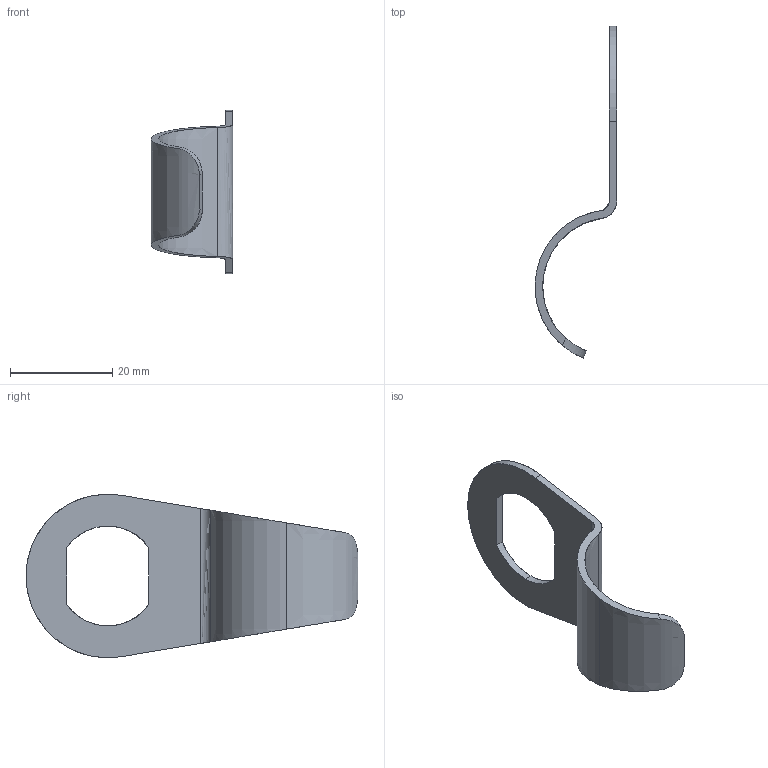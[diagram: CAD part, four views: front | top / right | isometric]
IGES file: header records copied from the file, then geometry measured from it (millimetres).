
Start section: SolidWorks IGES file using analytic representation for surfaces
Global section: file name: TL_411_2.IGS,15HSolidWorks; native system: 2015; preprocessor: SolidWorks 2015; author: Yoshitsune; date: 151028.134721; units: millimetre
Bounding box: 16 x 64.93 x 32 mm (x, y, z)
Surface area: 3454.1 mm2 (no closed solid volume)
Topology: 0 solids, 0 shells, 20 faces, 418 edges, 418 vertices
Faces by surface type: revolution 13, bspline 7
